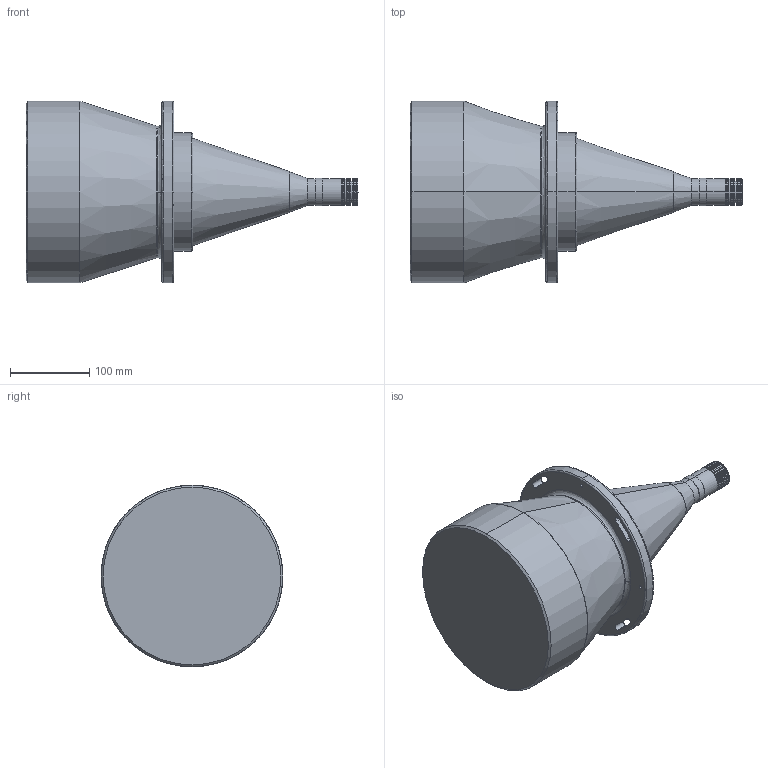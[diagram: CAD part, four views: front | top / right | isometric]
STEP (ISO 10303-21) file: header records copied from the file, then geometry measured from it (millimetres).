
FILE_DESCRIPTION (( 'STEP AP203' ), '1' );
FILE_NAME ('DTCL-190.STEP', '2019-12-02T01:42:55', ( 'Windows 蚚誧' ), ( '' ), 'SwSTEP 2.0', 'SolidWorks 2017', '' );
FILE_SCHEMA (( 'CONFIG_CONTROL_DESIGN' ));
Length unit declared in the file: millimetre
Products named in the file (1): DTCL-190
Bounding box: 420.1 x 230 x 230 mm (x, y, z)
Volume: 8030484.4 mm3; surface area: 278958.5 mm2
Topology: 1 solids, 1 shells, 115 faces, 274 edges, 178 vertices
Faces by surface type: cylinder 68, plane 19, bspline 16, cone 12
Entity records: 5463 total; most frequent: CARTESIAN_POINT 2654, DIRECTION 616, ORIENTED_EDGE 548, EDGE_CURVE 274, AXIS2_PLACEMENT_3D 268, VERTEX_POINT 178, CIRCLE 168, EDGE_LOOP 148
